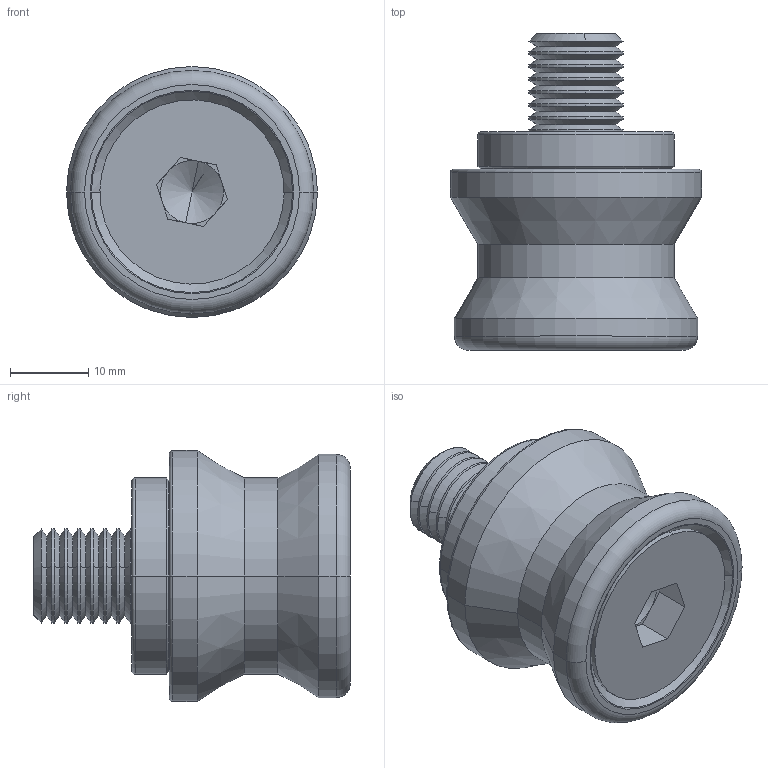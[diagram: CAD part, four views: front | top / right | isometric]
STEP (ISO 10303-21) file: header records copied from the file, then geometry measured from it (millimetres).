
FILE_DESCRIPTION (( 'STEP AP214' ), '1' );
FILE_NAME ('DWJT-20-PT.STEP', '2020-03-07T05:58:26', ( 'PC' ), ( 'Microsoft' ), 'SwSTEP 2.0', 'SolidWorks 2018', '' );
FILE_SCHEMA (( 'AUTOMOTIVE_DESIGN' ));
Length unit declared in the file: millimetre
Products named in the file (3): socket countersunk head screw_din_DIN 7991 - M12 x 40 --- 28.2S; 嶺間; DWJT-20-PT
Assembly tree (2 placements, depth 2):
  DWJT-20-PT
    嶺間
    socket countersunk head screw_din_DIN 7991 - M12 x 40 --- 28.2S
Bounding box: 32 x 40.38 x 32 mm (x, y, z)
Volume: 17715.5 mm3; surface area: 7804.6 mm2
Topology: 2 solids, 2 shells, 165 faces, 402 edges, 241 vertices
Faces by surface type: cone 86, cylinder 48, plane 17, torus 14
Entity records: 4974 total; most frequent: DIRECTION 982, CARTESIAN_POINT 811, ORIENTED_EDGE 800, AXIS2_PLACEMENT_3D 412, EDGE_CURVE 400, CIRCLE 242, VERTEX_POINT 241, EDGE_LOOP 169
